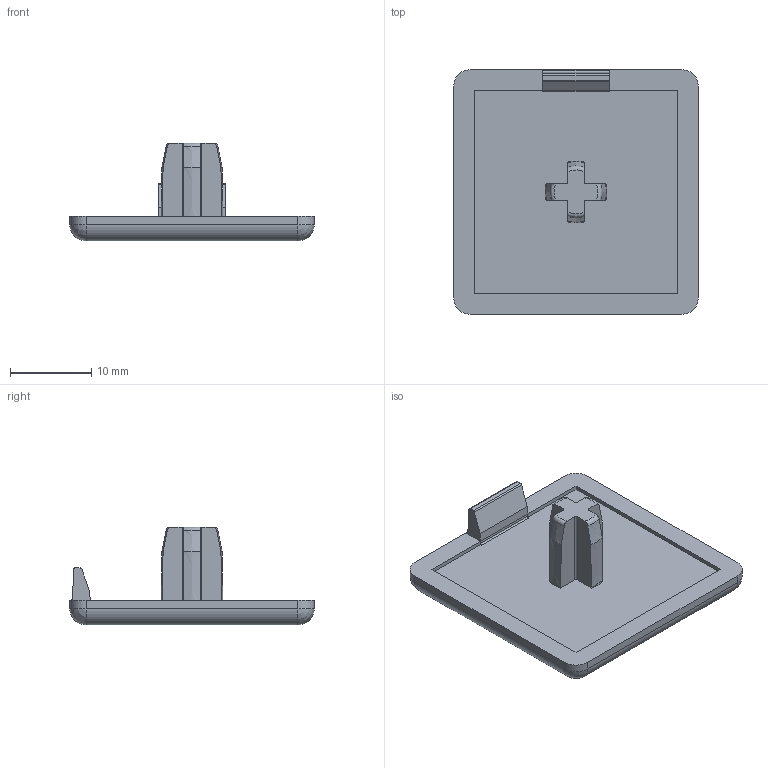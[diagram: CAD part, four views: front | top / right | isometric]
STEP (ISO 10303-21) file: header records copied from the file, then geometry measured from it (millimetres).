
FILE_DESCRIPTION(('STEP AP203'),'1');
FILE_NAME('BASE08B1155.stp','2023-10-13T08:46:13',(' '),(' '),'Spatial InterOp 3D',' ',' ');
FILE_SCHEMA(('CONFIG_CONTROL_DESIGN'));
Length unit declared in the file: millimetre
Products named in the file (1): Embout 8 30x30
Bounding box: 30 x 30 x 12 mm (x, y, z)
Volume: 2569.1 mm3; surface area: 2415 mm2
Topology: 1 solids, 1 shells, 66 faces, 174 edges, 108 vertices
Faces by surface type: plane 30, cylinder 20, revolution 8, cone 8
Entity records: 2195 total; most frequent: CARTESIAN_POINT 502, ORIENTED_EDGE 340, DIRECTION 308, EDGE_CURVE 170, VERTEX_POINT 108, AXIS2_PLACEMENT_3D 106, LINE 88, VECTOR 88
